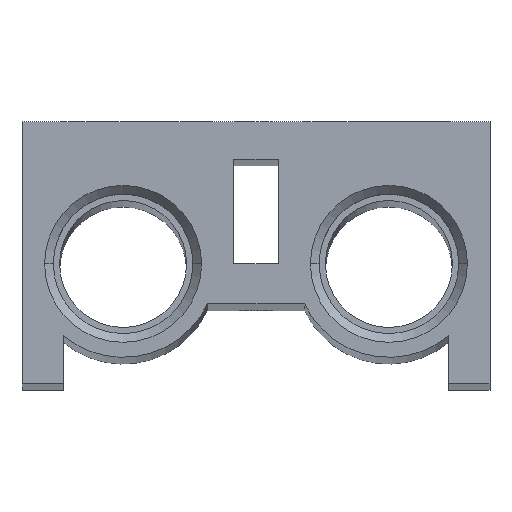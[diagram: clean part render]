
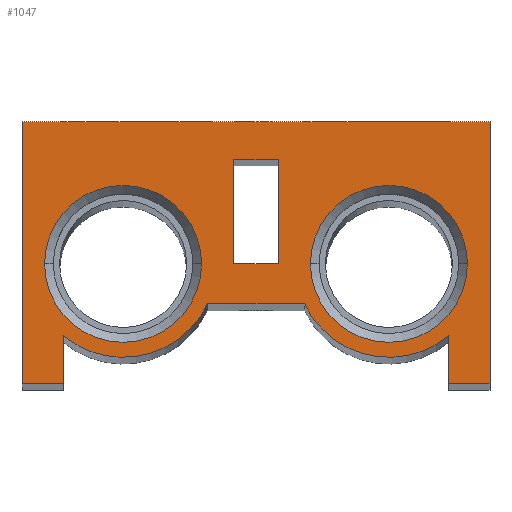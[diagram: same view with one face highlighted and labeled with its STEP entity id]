
A CAD part, top view. The second image highlights one B-rep face of the part: STEP entity #1047.
In plain terms, the highlighted planar face has unit normal (0, 0, 1).
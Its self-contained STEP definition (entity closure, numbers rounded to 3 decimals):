
#50 = CARTESIAN_POINT ( 'NONE',  ( 3., 16., 518. ) ) ;
#82 = FACE_OUTER_BOUND ( 'NONE', #4899, .T. ) ;
#113 = CARTESIAN_POINT ( 'NONE',  ( -17.75, 16., 518. ) ) ;
#130 = DIRECTION ( 'NONE',  ( 0., 0., -1. ) ) ;
#177 = CARTESIAN_POINT ( 'NONE',  ( 17.75, 16., 518. ) ) ;
#221 = CARTESIAN_POINT ( 'NONE',  ( 31.25, 0., 518. ) ) ;
#241 = LINE ( 'NONE', #6962, #5593 ) ;
#303 = EDGE_CURVE ( 'NONE', #7175, #3170, #5683, .T. ) ;
#333 = VERTEX_POINT ( 'NONE', #1737 ) ;
#603 = ORIENTED_EDGE ( 'NONE', *, *, #659, .T. ) ;
#621 = CARTESIAN_POINT ( 'NONE',  ( -6.467, 10.667, 518. ) ) ;
#626 = VECTOR ( 'NONE', #4817, 1000. ) ;
#632 = AXIS2_PLACEMENT_3D ( 'NONE', #113, #6227, #2378 ) ;
#659 = EDGE_CURVE ( 'NONE', #896, #2746, #7177, .T. ) ;
#852 = EDGE_CURVE ( 'NONE', #2493, #4995, #3652, .T. ) ;
#860 = CARTESIAN_POINT ( 'NONE',  ( 7.27, 16., 518. ) ) ;
#865 = CARTESIAN_POINT ( 'NONE',  ( -25.75, 0., 518. ) ) ;
#892 = LINE ( 'NONE', #2741, #6429 ) ;
#896 = VERTEX_POINT ( 'NONE', #860 ) ;
#920 = CARTESIAN_POINT ( 'NONE',  ( -17.75, 16., 518. ) ) ;
#935 = ORIENTED_EDGE ( 'NONE', *, *, #2605, .T. ) ;
#991 = CARTESIAN_POINT ( 'NONE',  ( 31.25, 35., 518. ) ) ;
#1000 = CIRCLE ( 'NONE', #6690, 10.48 ) ;
#1010 = LINE ( 'NONE', #5495, #1014 ) ;
#1014 = VECTOR ( 'NONE', #6770, 1000. ) ;
#1047 = ADVANCED_FACE ( 'NONE', ( #6871, #6294, #5779, #82 ), #5220, .T. ) ;
#1107 = AXIS2_PLACEMENT_3D ( 'NONE', #177, #130, #5716 ) ;
#1124 = CIRCLE ( 'NONE', #3979, 10.48 ) ;
#1240 = ORIENTED_EDGE ( 'NONE', *, *, #2159, .T. ) ;
#1282 = DIRECTION ( 'NONE',  ( 0., 0., 1. ) ) ;
#1328 = CARTESIAN_POINT ( 'NONE',  ( -3., 16., 518. ) ) ;
#1355 = DIRECTION ( 'NONE',  ( 0., 1., 0. ) ) ;
#1574 = VECTOR ( 'NONE', #2825, 1000. ) ;
#1647 = CARTESIAN_POINT ( 'NONE',  ( -25.75, 0., 518. ) ) ;
#1706 = CARTESIAN_POINT ( 'NONE',  ( 3., 30., 518. ) ) ;
#1712 = ORIENTED_EDGE ( 'NONE', *, *, #852, .T. ) ;
#1737 = CARTESIAN_POINT ( 'NONE',  ( 31.25, 35., 518. ) ) ;
#1779 = ORIENTED_EDGE ( 'NONE', *, *, #5000, .T. ) ;
#1802 = CARTESIAN_POINT ( 'NONE',  ( -3., 30., 518. ) ) ;
#1835 = CARTESIAN_POINT ( 'NONE',  ( 17.75, 16., 518. ) ) ;
#1846 = CARTESIAN_POINT ( 'NONE',  ( 3., 30., 518. ) ) ;
#2056 = DIRECTION ( 'NONE',  ( -1., 0., 0. ) ) ;
#2071 = AXIS2_PLACEMENT_3D ( 'NONE', #1835, #1282, #5812 ) ;
#2159 = EDGE_CURVE ( 'NONE', #2216, #2561, #6562, .T. ) ;
#2208 = EDGE_CURVE ( 'NONE', #4223, #5189, #3372, .T. ) ;
#2216 = VERTEX_POINT ( 'NONE', #4942 ) ;
#2288 = VECTOR ( 'NONE', #4799, 1000. ) ;
#2329 = EDGE_CURVE ( 'NONE', #5189, #7175, #6234, .T. ) ;
#2378 = DIRECTION ( 'NONE',  ( 1., 0., 0. ) ) ;
#2480 = EDGE_CURVE ( 'NONE', #2588, #6073, #5327, .T. ) ;
#2493 = VERTEX_POINT ( 'NONE', #4139 ) ;
#2526 = VECTOR ( 'NONE', #6975, 1000. ) ;
#2561 = VERTEX_POINT ( 'NONE', #3258 ) ;
#2574 = LINE ( 'NONE', #865, #2526 ) ;
#2588 = VERTEX_POINT ( 'NONE', #5529 ) ;
#2605 = EDGE_CURVE ( 'NONE', #2746, #896, #1000, .T. ) ;
#2659 = DIRECTION ( 'NONE',  ( -1., 0., 0. ) ) ;
#2685 = CARTESIAN_POINT ( 'NONE',  ( -25.75, 6.421, 518. ) ) ;
#2689 = EDGE_LOOP ( 'NONE', ( #935, #603 ) ) ;
#2741 = CARTESIAN_POINT ( 'NONE',  ( -31.25, 35., 518. ) ) ;
#2746 = VERTEX_POINT ( 'NONE', #3430 ) ;
#2774 = VECTOR ( 'NONE', #3991, 1000. ) ;
#2797 = VECTOR ( 'NONE', #1355, 1000. ) ;
#2813 = EDGE_CURVE ( 'NONE', #6073, #7302, #2574, .T. ) ;
#2825 = DIRECTION ( 'NONE',  ( 1., 0., 0. ) ) ;
#2838 = CARTESIAN_POINT ( 'NONE',  ( 3., 16., 518. ) ) ;
#2911 = CARTESIAN_POINT ( 'NONE',  ( 25.75, 6.421, 518. ) ) ;
#3034 = ORIENTED_EDGE ( 'NONE', *, *, #2480, .T. ) ;
#3122 = VECTOR ( 'NONE', #6340, 1000. ) ;
#3170 = VERTEX_POINT ( 'NONE', #1802 ) ;
#3195 = EDGE_LOOP ( 'NONE', ( #6523, #1240 ) ) ;
#3258 = CARTESIAN_POINT ( 'NONE',  ( -7.27, 16., 518. ) ) ;
#3292 = ORIENTED_EDGE ( 'NONE', *, *, #3581, .T. ) ;
#3355 = EDGE_CURVE ( 'NONE', #3170, #4223, #1010, .T. ) ;
#3362 = VERTEX_POINT ( 'NONE', #6656 ) ;
#3372 = LINE ( 'NONE', #5645, #1574 ) ;
#3430 = CARTESIAN_POINT ( 'NONE',  ( 28.23, 16., 518. ) ) ;
#3581 = EDGE_CURVE ( 'NONE', #3362, #6675, #5521, .T. ) ;
#3636 = EDGE_CURVE ( 'NONE', #4995, #333, #5414, .T. ) ;
#3652 = LINE ( 'NONE', #4317, #2288 ) ;
#3735 = ORIENTED_EDGE ( 'NONE', *, *, #303, .F. ) ;
#3744 = VECTOR ( 'NONE', #2056, 1000. ) ;
#3756 = EDGE_CURVE ( 'NONE', #7302, #5706, #6094, .T. ) ;
#3819 = DIRECTION ( 'NONE',  ( -1., 0., 0. ) ) ;
#3963 = DIRECTION ( 'NONE',  ( 0., -1., 0. ) ) ;
#3979 = AXIS2_PLACEMENT_3D ( 'NONE', #920, #4286, #2659 ) ;
#3991 = DIRECTION ( 'NONE',  ( -1., 0., 0. ) ) ;
#4139 = CARTESIAN_POINT ( 'NONE',  ( 25.75, 0., 518. ) ) ;
#4188 = DIRECTION ( 'NONE',  ( 1., 0., 0. ) ) ;
#4223 = VERTEX_POINT ( 'NONE', #1328 ) ;
#4286 = DIRECTION ( 'NONE',  ( 0., 0., -1. ) ) ;
#4317 = CARTESIAN_POINT ( 'NONE',  ( 25.75, 0., 518. ) ) ;
#4339 = DIRECTION ( 'NONE',  ( 0., 0., 1. ) ) ;
#4404 = DIRECTION ( 'NONE',  ( 0., 0., -1. ) ) ;
#4493 = ORIENTED_EDGE ( 'NONE', *, *, #2329, .F. ) ;
#4503 = EDGE_CURVE ( 'NONE', #2561, #2216, #1124, .T. ) ;
#4519 = EDGE_CURVE ( 'NONE', #333, #5326, #4882, .T. ) ;
#4654 = ORIENTED_EDGE ( 'NONE', *, *, #3636, .T. ) ;
#4799 = DIRECTION ( 'NONE',  ( 1., 0., 0. ) ) ;
#4817 = DIRECTION ( 'NONE',  ( 1., 0., 0. ) ) ;
#4882 = LINE ( 'NONE', #991, #3744 ) ;
#4899 = EDGE_LOOP ( 'NONE', ( #5496, #3034, #6036, #5330, #5568, #3292, #1779, #1712, #4654, #5712 ) ) ;
#4914 = DIRECTION ( 'NONE',  ( 0., -1., 0. ) ) ;
#4936 = VECTOR ( 'NONE', #4914, 1000. ) ;
#4942 = CARTESIAN_POINT ( 'NONE',  ( -28.23, 16., 518. ) ) ;
#4995 = VERTEX_POINT ( 'NONE', #221 ) ;
#5000 = EDGE_CURVE ( 'NONE', #6675, #2493, #5437, .T. ) ;
#5057 = CARTESIAN_POINT ( 'NONE',  ( -17.75, 16., 518. ) ) ;
#5189 = VERTEX_POINT ( 'NONE', #2838 ) ;
#5220 = PLANE ( 'NONE',  #632 ) ;
#5254 = CARTESIAN_POINT ( 'NONE',  ( -31.25, 0., 518. ) ) ;
#5280 = AXIS2_PLACEMENT_3D ( 'NONE', #7220, #4339, #6043 ) ;
#5326 = VERTEX_POINT ( 'NONE', #6888 ) ;
#5327 = LINE ( 'NONE', #5254, #626 ) ;
#5329 = CARTESIAN_POINT ( 'NONE',  ( 31.25, 0., 518. ) ) ;
#5330 = ORIENTED_EDGE ( 'NONE', *, *, #3756, .T. ) ;
#5414 = LINE ( 'NONE', #5329, #2797 ) ;
#5437 = LINE ( 'NONE', #6605, #4936 ) ;
#5495 = CARTESIAN_POINT ( 'NONE',  ( -3., 30., 518. ) ) ;
#5496 = ORIENTED_EDGE ( 'NONE', *, *, #6164, .T. ) ;
#5521 = CIRCLE ( 'NONE', #2071, 12.48 ) ;
#5529 = CARTESIAN_POINT ( 'NONE',  ( -31.25, 0., 518. ) ) ;
#5566 = DIRECTION ( 'NONE',  ( 0., 0., -1. ) ) ;
#5568 = ORIENTED_EDGE ( 'NONE', *, *, #7140, .T. ) ;
#5593 = VECTOR ( 'NONE', #4188, 1000. ) ;
#5645 = CARTESIAN_POINT ( 'NONE',  ( -3., 16., 518. ) ) ;
#5672 = EDGE_LOOP ( 'NONE', ( #6819, #3735, #4493, #6200 ) ) ;
#5683 = LINE ( 'NONE', #1706, #2774 ) ;
#5706 = VERTEX_POINT ( 'NONE', #621 ) ;
#5712 = ORIENTED_EDGE ( 'NONE', *, *, #4519, .T. ) ;
#5716 = DIRECTION ( 'NONE',  ( -1., 0., 0. ) ) ;
#5779 = FACE_BOUND ( 'NONE', #2689, .T. ) ;
#5812 = DIRECTION ( 'NONE',  ( 1., 0., 0. ) ) ;
#6036 = ORIENTED_EDGE ( 'NONE', *, *, #2813, .T. ) ;
#6043 = DIRECTION ( 'NONE',  ( 1., 0., 0. ) ) ;
#6073 = VERTEX_POINT ( 'NONE', #1647 ) ;
#6094 = CIRCLE ( 'NONE', #5280, 12.48 ) ;
#6164 = EDGE_CURVE ( 'NONE', #5326, #2588, #892, .T. ) ;
#6200 = ORIENTED_EDGE ( 'NONE', *, *, #2208, .F. ) ;
#6227 = DIRECTION ( 'NONE',  ( 0., 0., 1. ) ) ;
#6234 = LINE ( 'NONE', #50, #3122 ) ;
#6294 = FACE_BOUND ( 'NONE', #5672, .T. ) ;
#6340 = DIRECTION ( 'NONE',  ( 0., 1., 0. ) ) ;
#6429 = VECTOR ( 'NONE', #3963, 1000. ) ;
#6523 = ORIENTED_EDGE ( 'NONE', *, *, #4503, .T. ) ;
#6562 = CIRCLE ( 'NONE', #6803, 10.48 ) ;
#6605 = CARTESIAN_POINT ( 'NONE',  ( 25.75, 6.421, 518. ) ) ;
#6626 = DIRECTION ( 'NONE',  ( -1., 0., 0. ) ) ;
#6656 = CARTESIAN_POINT ( 'NONE',  ( 6.467, 10.667, 518. ) ) ;
#6675 = VERTEX_POINT ( 'NONE', #2911 ) ;
#6690 = AXIS2_PLACEMENT_3D ( 'NONE', #6758, #4404, #3819 ) ;
#6758 = CARTESIAN_POINT ( 'NONE',  ( 17.75, 16., 518. ) ) ;
#6770 = DIRECTION ( 'NONE',  ( 0., -1., 0. ) ) ;
#6803 = AXIS2_PLACEMENT_3D ( 'NONE', #5057, #5566, #6626 ) ;
#6819 = ORIENTED_EDGE ( 'NONE', *, *, #3355, .F. ) ;
#6871 = FACE_BOUND ( 'NONE', #3195, .T. ) ;
#6888 = CARTESIAN_POINT ( 'NONE',  ( -31.25, 35., 518. ) ) ;
#6962 = CARTESIAN_POINT ( 'NONE',  ( -6.467, 10.667, 518. ) ) ;
#6975 = DIRECTION ( 'NONE',  ( 0., 1., 0. ) ) ;
#7140 = EDGE_CURVE ( 'NONE', #5706, #3362, #241, .T. ) ;
#7175 = VERTEX_POINT ( 'NONE', #1846 ) ;
#7177 = CIRCLE ( 'NONE', #1107, 10.48 ) ;
#7220 = CARTESIAN_POINT ( 'NONE',  ( -17.75, 16., 518. ) ) ;
#7302 = VERTEX_POINT ( 'NONE', #2685 ) ;
